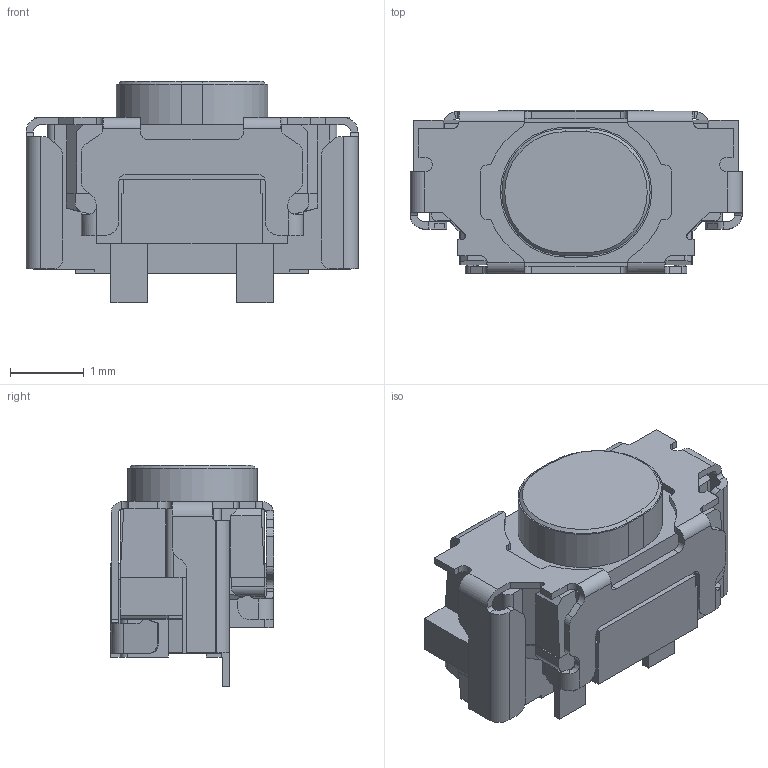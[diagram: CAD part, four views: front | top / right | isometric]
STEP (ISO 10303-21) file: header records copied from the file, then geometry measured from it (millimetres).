
FILE_DESCRIPTION((''),'2;1');
FILE_NAME('C-2425578-1','2022-11-09T03:03:06',('workeradm'),('TE Connectivity Ltd.'),'CREO PARAMETRIC BY PTC INC, 2021072','CREO PARAMETRIC BY PTC INC, 2021072','');
FILE_SCHEMA(('AUTOMOTIVE_DESIGN { 1 0 10303 214 1 1 1 1 }'));
Length unit declared in the file: millimetre
Products named in the file (1): C-2425578-1
Bounding box: 4.5 x 2.21 x 3 mm (x, y, z)
Volume: 16.9 mm3; surface area: 70.6 mm2
Topology: 1 solids, 1 shells, 363 faces, 1065 edges, 693 vertices
Faces by surface type: plane 254, cylinder 103, bspline 4, cone 2
Entity records: 12349 total; most frequent: CARTESIAN_POINT 2378, ORIENTED_EDGE 2130, DIRECTION 1980, EDGE_CURVE 1065, VECTOR 806, LINE 806, VERTEX_POINT 693, AXIS2_PLACEMENT_3D 587
